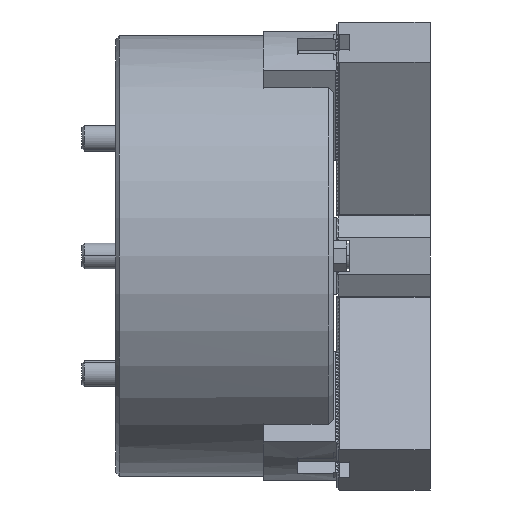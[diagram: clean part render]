
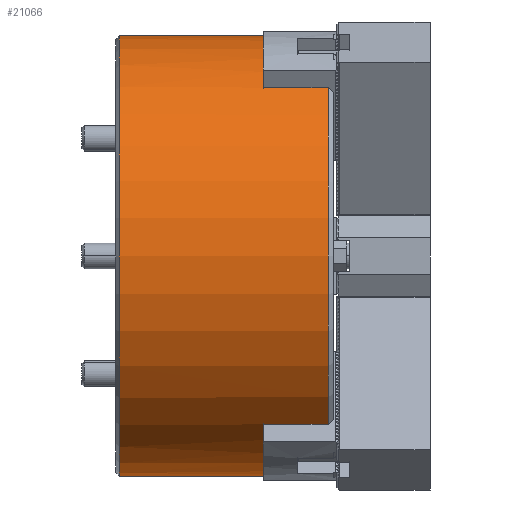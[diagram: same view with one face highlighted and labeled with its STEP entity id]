
A CAD part, front view. The second image highlights one B-rep face of the part: STEP entity #21066.
In plain terms, the highlighted cylindrical face has radius 85 mm (diameter 170 mm), a partial arc.
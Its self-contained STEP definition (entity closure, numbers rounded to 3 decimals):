
#667 = CIRCLE ( 'NONE', #25368, 85. ) ;
#1720 = CARTESIAN_POINT ( 'NONE',  ( -27., -54.823, 64.957 ) ) ;
#1847 = EDGE_CURVE ( 'NONE', #15163, #3972, #17812, .T. ) ;
#1951 = ORIENTED_EDGE ( 'NONE', *, *, #24161, .T. ) ;
#2258 = DIRECTION ( 'NONE',  ( 0., 0., -1. ) ) ;
#3176 = CARTESIAN_POINT ( 'NONE',  ( -2., 0., 0. ) ) ;
#3205 = DIRECTION ( 'NONE',  ( -1., 0., 0. ) ) ;
#3246 = DIRECTION ( 'NONE',  ( 0., 0., -1. ) ) ;
#3552 = CARTESIAN_POINT ( 'NONE',  ( 0., -28.843, -79.957 ) ) ;
#3654 = CARTESIAN_POINT ( 'NONE',  ( -2., -54.823, 64.957 ) ) ;
#3686 = VERTEX_POINT ( 'NONE', #11447 ) ;
#3859 = DIRECTION ( 'NONE',  ( 1., 0., 0. ) ) ;
#3972 = VERTEX_POINT ( 'NONE', #5211 ) ;
#4009 = LINE ( 'NONE', #29882, #16292 ) ;
#4154 = CARTESIAN_POINT ( 'NONE',  ( -2., 0., 85. ) ) ;
#5211 = CARTESIAN_POINT ( 'NONE',  ( -27., -28.843, -79.957 ) ) ;
#5525 = ORIENTED_EDGE ( 'NONE', *, *, #30014, .T. ) ;
#5898 = CARTESIAN_POINT ( 'NONE',  ( -2., -54.823, -64.957 ) ) ;
#6299 = VERTEX_POINT ( 'NONE', #25521 ) ;
#7001 = VERTEX_POINT ( 'NONE', #5898 ) ;
#7333 = DIRECTION ( 'NONE',  ( 1., 0., 0. ) ) ;
#7412 = DIRECTION ( 'NONE',  ( -1., 0., 0. ) ) ;
#7426 = CARTESIAN_POINT ( 'NONE',  ( 0., -54.823, -64.957 ) ) ;
#7505 = DIRECTION ( 'NONE',  ( 0., 0., -1. ) ) ;
#7658 = CYLINDRICAL_SURFACE ( 'NONE', #31571, 85. ) ;
#7773 = EDGE_CURVE ( 'NONE', #16669, #21697, #25758, .T. ) ;
#7916 = CARTESIAN_POINT ( 'NONE',  ( -2., 0., -85. ) ) ;
#8055 = CARTESIAN_POINT ( 'NONE',  ( -2., 0., 0. ) ) ;
#8237 = EDGE_LOOP ( 'NONE', ( #23798, #8760, #1951, #24501, #22472, #11175, #5525, #9565, #8380, #27838, #30491, #26599 ) ) ;
#8361 = LINE ( 'NONE', #15914, #26931 ) ;
#8380 = ORIENTED_EDGE ( 'NONE', *, *, #7773, .T. ) ;
#8420 = CARTESIAN_POINT ( 'NONE',  ( 0., -54.823, 64.957 ) ) ;
#8760 = ORIENTED_EDGE ( 'NONE', *, *, #10488, .T. ) ;
#9565 = ORIENTED_EDGE ( 'NONE', *, *, #31056, .T. ) ;
#9750 = AXIS2_PLACEMENT_3D ( 'NONE', #8055, #7412, #7505 ) ;
#10122 = DIRECTION ( 'NONE',  ( 0., 0., 1. ) ) ;
#10168 = CIRCLE ( 'NONE', #18831, 85. ) ;
#10181 = CARTESIAN_POINT ( 'NONE',  ( -82.5, 0., -85. ) ) ;
#10488 = EDGE_CURVE ( 'NONE', #3686, #29870, #10168, .T. ) ;
#10583 = EDGE_CURVE ( 'NONE', #17157, #24057, #14416, .T. ) ;
#10767 = EDGE_CURVE ( 'NONE', #3686, #24057, #28552, .T. ) ;
#11110 = CARTESIAN_POINT ( 'NONE',  ( -82.5, 0., 0. ) ) ;
#11175 = ORIENTED_EDGE ( 'NONE', *, *, #15900, .T. ) ;
#11447 = CARTESIAN_POINT ( 'NONE',  ( -82.5, 0., 85. ) ) ;
#11518 = CIRCLE ( 'NONE', #20101, 85. ) ;
#12461 = CIRCLE ( 'NONE', #20149, 85. ) ;
#12665 = VECTOR ( 'NONE', #16557, 1000. ) ;
#13805 = EDGE_CURVE ( 'NONE', #6299, #17157, #8361, .T. ) ;
#14416 = CIRCLE ( 'NONE', #23085, 85. ) ;
#14887 = EDGE_CURVE ( 'NONE', #19658, #15163, #667, .T. ) ;
#15163 = VERTEX_POINT ( 'NONE', #23615 ) ;
#15831 = DIRECTION ( 'NONE',  ( 1., 0., 0. ) ) ;
#15900 = EDGE_CURVE ( 'NONE', #3972, #25823, #12461, .T. ) ;
#15914 = CARTESIAN_POINT ( 'NONE',  ( 0., -28.843, 79.957 ) ) ;
#16292 = VECTOR ( 'NONE', #29703, 1000. ) ;
#16557 = DIRECTION ( 'NONE',  ( -1., 0., 0. ) ) ;
#16669 = VERTEX_POINT ( 'NONE', #3654 ) ;
#17157 = VERTEX_POINT ( 'NONE', #31213 ) ;
#17812 = LINE ( 'NONE', #3552, #27767 ) ;
#18243 = DIRECTION ( 'NONE',  ( 1., 0., 0. ) ) ;
#18831 = AXIS2_PLACEMENT_3D ( 'NONE', #11110, #3859, #10122 ) ;
#19391 = DIRECTION ( 'NONE',  ( 0., 1., 0. ) ) ;
#19411 = DIRECTION ( 'NONE',  ( 1., 0., 0. ) ) ;
#19418 = DIRECTION ( 'NONE',  ( -1., 0., 0. ) ) ;
#19658 = VERTEX_POINT ( 'NONE', #7916 ) ;
#20101 = AXIS2_PLACEMENT_3D ( 'NONE', #24310, #19418, #19391 ) ;
#20149 = AXIS2_PLACEMENT_3D ( 'NONE', #24510, #25402, #24132 ) ;
#21066 = ADVANCED_FACE ( 'NONE', ( #21448 ), #7658, .T. ) ;
#21448 = FACE_OUTER_BOUND ( 'NONE', #8237, .T. ) ;
#21697 = VERTEX_POINT ( 'NONE', #1720 ) ;
#22472 = ORIENTED_EDGE ( 'NONE', *, *, #1847, .T. ) ;
#22889 = LINE ( 'NONE', #7426, #28573 ) ;
#23085 = AXIS2_PLACEMENT_3D ( 'NONE', #26766, #23985, #2258 ) ;
#23615 = CARTESIAN_POINT ( 'NONE',  ( -2., -28.843, -79.957 ) ) ;
#23798 = ORIENTED_EDGE ( 'NONE', *, *, #10767, .F. ) ;
#23985 = DIRECTION ( 'NONE',  ( -1., 0., 0. ) ) ;
#24057 = VERTEX_POINT ( 'NONE', #4154 ) ;
#24132 = DIRECTION ( 'NONE',  ( 0., 1., 0. ) ) ;
#24161 = EDGE_CURVE ( 'NONE', #29870, #19658, #4009, .T. ) ;
#24310 = CARTESIAN_POINT ( 'NONE',  ( -27., 0., 0. ) ) ;
#24501 = ORIENTED_EDGE ( 'NONE', *, *, #14887, .T. ) ;
#24510 = CARTESIAN_POINT ( 'NONE',  ( -27., 0., 0. ) ) ;
#25368 = AXIS2_PLACEMENT_3D ( 'NONE', #3176, #3205, #3246 ) ;
#25402 = DIRECTION ( 'NONE',  ( -1., 0., 0. ) ) ;
#25521 = CARTESIAN_POINT ( 'NONE',  ( -27., -28.843, 79.957 ) ) ;
#25758 = LINE ( 'NONE', #8420, #12665 ) ;
#25813 = CARTESIAN_POINT ( 'NONE',  ( 0., 0., 85. ) ) ;
#25823 = VERTEX_POINT ( 'NONE', #28250 ) ;
#26467 = EDGE_CURVE ( 'NONE', #21697, #6299, #11518, .T. ) ;
#26599 = ORIENTED_EDGE ( 'NONE', *, *, #10583, .T. ) ;
#26766 = CARTESIAN_POINT ( 'NONE',  ( -2., 0., 0. ) ) ;
#26931 = VECTOR ( 'NONE', #15831, 1000. ) ;
#26998 = CIRCLE ( 'NONE', #9750, 85. ) ;
#27767 = VECTOR ( 'NONE', #30524, 1000. ) ;
#27838 = ORIENTED_EDGE ( 'NONE', *, *, #26467, .T. ) ;
#27903 = DIRECTION ( 'NONE',  ( 0., 0., -1. ) ) ;
#28001 = CARTESIAN_POINT ( 'NONE',  ( 0., 0., 0. ) ) ;
#28250 = CARTESIAN_POINT ( 'NONE',  ( -27., -54.823, -64.957 ) ) ;
#28552 = LINE ( 'NONE', #25813, #28875 ) ;
#28573 = VECTOR ( 'NONE', #7333, 1000. ) ;
#28875 = VECTOR ( 'NONE', #19411, 1000. ) ;
#29703 = DIRECTION ( 'NONE',  ( 1., 0., 0. ) ) ;
#29870 = VERTEX_POINT ( 'NONE', #10181 ) ;
#29882 = CARTESIAN_POINT ( 'NONE',  ( 0., 0., -85. ) ) ;
#30014 = EDGE_CURVE ( 'NONE', #25823, #7001, #22889, .T. ) ;
#30491 = ORIENTED_EDGE ( 'NONE', *, *, #13805, .T. ) ;
#30524 = DIRECTION ( 'NONE',  ( -1., 0., 0. ) ) ;
#31056 = EDGE_CURVE ( 'NONE', #7001, #16669, #26998, .T. ) ;
#31213 = CARTESIAN_POINT ( 'NONE',  ( -2., -28.843, 79.957 ) ) ;
#31571 = AXIS2_PLACEMENT_3D ( 'NONE', #28001, #18243, #27903 ) ;
